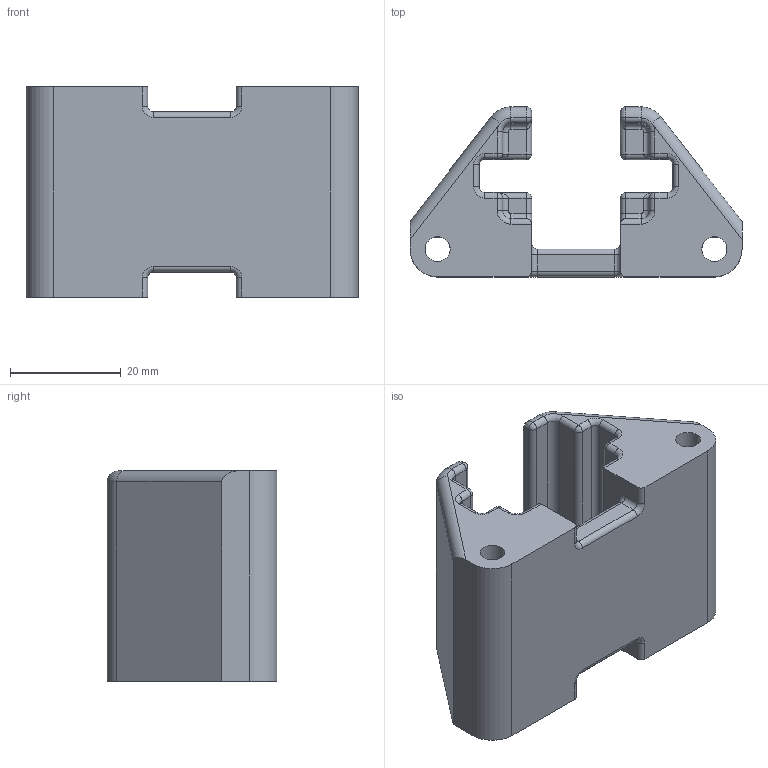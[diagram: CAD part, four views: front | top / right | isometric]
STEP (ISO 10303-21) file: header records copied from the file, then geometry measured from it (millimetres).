
FILE_DESCRIPTION(/* description */ (''),/* implementation_level */ '2;1');
FILE_NAME(/* name */ 'MaP-9V-Holder v17.step',/* time_stamp */ '2017-07-22T09:40:55-07:00',/* author */ (''),/* organization */ (''),/* preprocessor_version */ 'ST-DEVELOPER v16.13',/* originating_system */ 'Autodesk Translation Framework v6.1.1.50',/* authorisation */ '');
FILE_SCHEMA (('AUTOMOTIVE_DESIGN { 1 0 10303 214 3 1 1 }'));
Length unit declared in the file: millimetre
Products named in the file (1): MaP-9V-Holder v18
Bounding box: 60 x 30.7 x 38 mm (x, y, z)
Volume: 31038.9 mm3; surface area: 11562.9 mm2
Topology: 1 solids, 1 shells, 154 faces, 358 edges, 200 vertices
Faces by surface type: cylinder 76, plane 36, torus 20, bspline 12, sphere 10
Full cylindrical faces by diameter (mm): 4.496 x2
Entity records: 4489 total; most frequent: CARTESIAN_POINT 927, DIRECTION 814, ORIENTED_EDGE 700, EDGE_CURVE 350, AXIS2_PLACEMENT_3D 321, VERTEX_POINT 200, LINE 172, VECTOR 172
